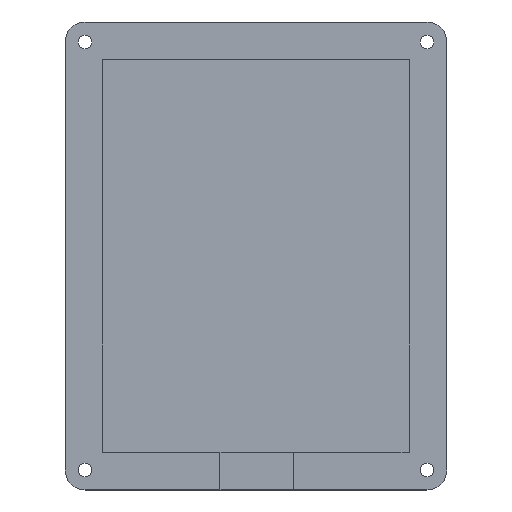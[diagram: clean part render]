
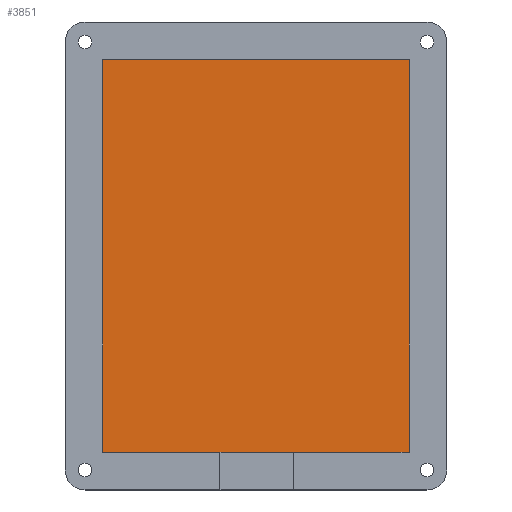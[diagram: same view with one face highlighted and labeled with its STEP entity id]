
A CAD part, top view. The second image highlights one B-rep face of the part: STEP entity #3851.
In plain terms, the highlighted planar face has unit normal (0, 0, 1).
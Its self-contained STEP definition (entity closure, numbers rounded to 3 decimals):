
#600=FACE_OUTER_BOUND('',#831,.T.);
#831=EDGE_LOOP('',(#3499,#3500,#3501,#3502));
#1159=LINE('',#7563,#1480);
#1160=LINE('',#7565,#1481);
#1161=LINE('',#7567,#1482);
#1162=LINE('',#7568,#1483);
#1480=VECTOR('',#4505,10.);
#1481=VECTOR('',#4506,10.);
#1482=VECTOR('',#4507,10.);
#1483=VECTOR('',#4508,10.);
#1862=VERTEX_POINT('',#7561);
#1863=VERTEX_POINT('',#7562);
#1864=VERTEX_POINT('',#7564);
#1865=VERTEX_POINT('',#7566);
#2417=EDGE_CURVE('',#1862,#1863,#1159,.T.);
#2418=EDGE_CURVE('',#1864,#1862,#1160,.T.);
#2419=EDGE_CURVE('',#1865,#1864,#1161,.T.);
#2420=EDGE_CURVE('',#1863,#1865,#1162,.T.);
#3499=ORIENTED_EDGE('',*,*,#2417,.F.);
#3500=ORIENTED_EDGE('',*,*,#2418,.F.);
#3501=ORIENTED_EDGE('',*,*,#2419,.F.);
#3502=ORIENTED_EDGE('',*,*,#2420,.F.);
#3650=PLANE('',#3979);
#3851=ADVANCED_FACE('',(#600),#3650,.T.);
#3979=AXIS2_PLACEMENT_3D('',#7560,#4503,#4504);
#4503=DIRECTION('center_axis',(0.,0.,1.));
#4504=DIRECTION('ref_axis',(1.,0.,0.));
#4505=DIRECTION('',(-1.,0.,0.));
#4506=DIRECTION('',(0.,-1.,0.));
#4507=DIRECTION('',(1.,0.,0.));
#4508=DIRECTION('',(0.,1.,0.));
#7560=CARTESIAN_POINT('Origin',(8.401,-35.212,3.));
#7561=CARTESIAN_POINT('',(46.803,-84.425,3.));
#7562=CARTESIAN_POINT('',(-30.,-84.425,3.));
#7563=CARTESIAN_POINT('',(27.602,-84.425,3.));
#7564=CARTESIAN_POINT('',(46.803,14.,3.));
#7565=CARTESIAN_POINT('',(46.803,-10.606,3.));
#7566=CARTESIAN_POINT('',(-30.,14.,3.));
#7567=CARTESIAN_POINT('',(-10.799,14.,3.));
#7568=CARTESIAN_POINT('',(-30.,-59.819,3.));
